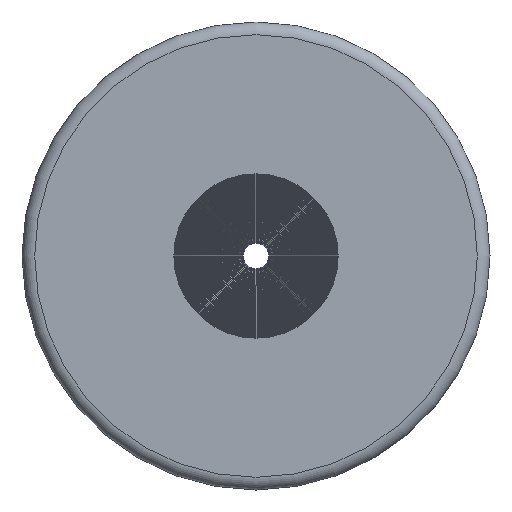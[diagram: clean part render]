
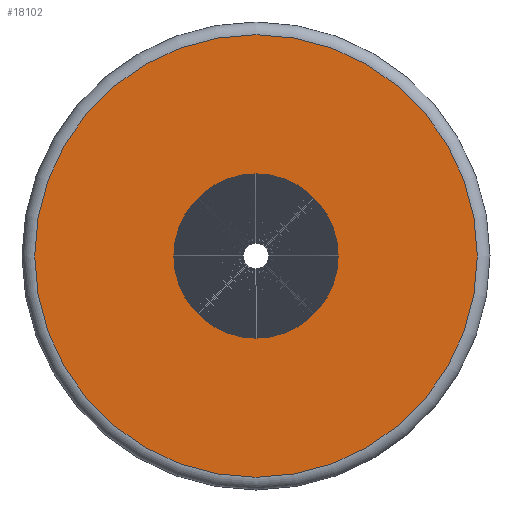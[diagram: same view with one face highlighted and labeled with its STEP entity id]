
A CAD part, left-side view. The second image highlights one B-rep face of the part: STEP entity #18102.
In plain terms, the highlighted planar face has unit normal (-1, 0, 0).
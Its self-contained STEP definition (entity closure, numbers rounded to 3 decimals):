
#1015=FACE_BOUND('',#4032,.T.);
#1018=PLANE('',#19135);
#3026=FACE_OUTER_BOUND('',#4031,.T.);
#4031=EDGE_LOOP('',(#12087,#12088));
#4032=EDGE_LOOP('',(#12089,#12090));
#5037=CIRCLE('',#19126,1.74);
#5042=CIRCLE('',#19131,1.74);
#5045=CIRCLE('',#19136,0.646);
#5046=CIRCLE('',#19137,0.646);
#7049=VERTEX_POINT('',#29181);
#7050=VERTEX_POINT('',#29182);
#7056=VERTEX_POINT('',#29199);
#7057=VERTEX_POINT('',#29200);
#9060=EDGE_CURVE('',#7049,#7050,#5037,.T.);
#9065=EDGE_CURVE('',#7050,#7049,#5042,.T.);
#9069=EDGE_CURVE('',#7056,#7057,#5045,.T.);
#9070=EDGE_CURVE('',#7057,#7056,#5046,.T.);
#12087=ORIENTED_EDGE('',*,*,#9060,.F.);
#12088=ORIENTED_EDGE('',*,*,#9065,.F.);
#12089=ORIENTED_EDGE('',*,*,#9069,.F.);
#12090=ORIENTED_EDGE('',*,*,#9070,.F.);
#18102=ADVANCED_FACE('',(#3026,#1015),#1018,.T.);
#19126=AXIS2_PLACEMENT_3D('',#29183,#22146,#22147);
#19131=AXIS2_PLACEMENT_3D('',#29191,#22156,#22157);
#19135=AXIS2_PLACEMENT_3D('',#29198,#22165,#22166);
#19136=AXIS2_PLACEMENT_3D('',#29201,#22167,#22168);
#19137=AXIS2_PLACEMENT_3D('',#29202,#22169,#22170);
#22146=DIRECTION('center_axis',(1.,0.,0.));
#22147=DIRECTION('ref_axis',(0.,-1.,0.));
#22156=DIRECTION('center_axis',(1.,0.,0.));
#22157=DIRECTION('ref_axis',(0.,-1.,0.));
#22165=DIRECTION('center_axis',(-1.,0.,0.));
#22166=DIRECTION('ref_axis',(0.,0.,1.));
#22167=DIRECTION('center_axis',(-1.,0.,0.));
#22168=DIRECTION('ref_axis',(0.,0.,1.));
#22169=DIRECTION('center_axis',(-1.,0.,0.));
#22170=DIRECTION('ref_axis',(0.,0.,1.));
#29181=CARTESIAN_POINT('',(0.,1.74,0.));
#29182=CARTESIAN_POINT('',(0.,0.,-1.74));
#29183=CARTESIAN_POINT('Origin',(0.,0.,0.));
#29191=CARTESIAN_POINT('Origin',(0.,0.,0.));
#29198=CARTESIAN_POINT('Origin',(0.,0.646,0.));
#29199=CARTESIAN_POINT('',(0.,0.646,0.));
#29200=CARTESIAN_POINT('',(0.,-0.646,0.));
#29201=CARTESIAN_POINT('Origin',(0.,0.,0.));
#29202=CARTESIAN_POINT('Origin',(0.,0.,0.));
